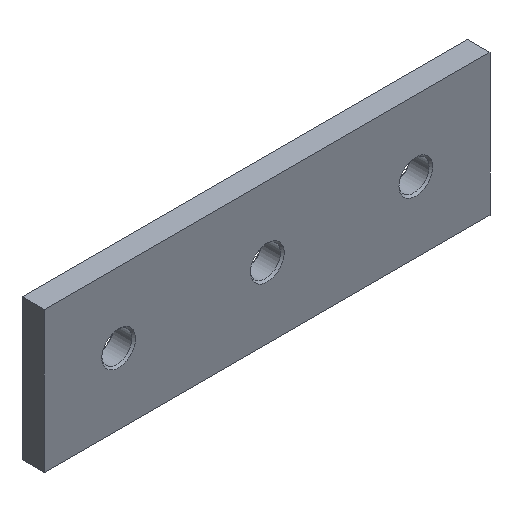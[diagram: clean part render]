
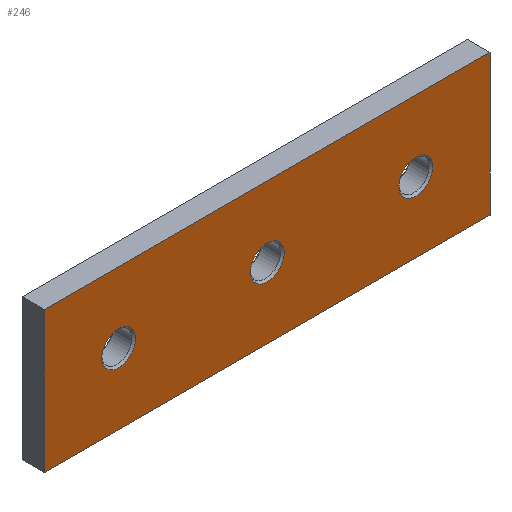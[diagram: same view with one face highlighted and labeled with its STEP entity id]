
A CAD part, isometric view. The second image highlights one B-rep face of the part: STEP entity #246.
In plain terms, the highlighted planar face has unit normal (0, -1, 0).
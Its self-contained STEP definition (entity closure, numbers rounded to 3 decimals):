
#18=FACE_BOUND('',#47,.T.);
#19=FACE_BOUND('',#48,.T.);
#20=FACE_BOUND('',#49,.T.);
#24=PLANE('',#277);
#31=FACE_OUTER_BOUND('',#46,.T.);
#46=EDGE_LOOP('',(#177,#178,#179,#180));
#47=EDGE_LOOP('',(#181));
#48=EDGE_LOOP('',(#182));
#49=EDGE_LOOP('',(#183));
#67=LINE('',#388,#88);
#68=LINE('',#390,#89);
#69=LINE('',#392,#90);
#70=LINE('',#393,#91);
#88=VECTOR('',#312,10.);
#89=VECTOR('',#313,10.);
#90=VECTOR('',#314,10.);
#91=VECTOR('',#315,10.);
#109=CIRCLE('',#276,4.55);
#110=CIRCLE('',#278,4.55);
#111=CIRCLE('',#279,4.55);
#121=VERTEX_POINT('',#382);
#122=VERTEX_POINT('',#386);
#123=VERTEX_POINT('',#387);
#124=VERTEX_POINT('',#389);
#125=VERTEX_POINT('',#391);
#126=VERTEX_POINT('',#394);
#127=VERTEX_POINT('',#396);
#142=EDGE_CURVE('',#121,#121,#109,.T.);
#143=EDGE_CURVE('',#122,#123,#67,.T.);
#144=EDGE_CURVE('',#123,#124,#68,.T.);
#145=EDGE_CURVE('',#124,#125,#69,.T.);
#146=EDGE_CURVE('',#125,#122,#70,.T.);
#147=EDGE_CURVE('',#126,#126,#110,.T.);
#148=EDGE_CURVE('',#127,#127,#111,.T.);
#177=ORIENTED_EDGE('',*,*,#143,.T.);
#178=ORIENTED_EDGE('',*,*,#144,.T.);
#179=ORIENTED_EDGE('',*,*,#145,.T.);
#180=ORIENTED_EDGE('',*,*,#146,.T.);
#181=ORIENTED_EDGE('',*,*,#147,.F.);
#182=ORIENTED_EDGE('',*,*,#148,.F.);
#183=ORIENTED_EDGE('',*,*,#142,.F.);
#246=ADVANCED_FACE('',(#31,#18,#19,#20),#24,.F.);
#276=AXIS2_PLACEMENT_3D('',#384,#308,#309);
#277=AXIS2_PLACEMENT_3D('',#385,#310,#311);
#278=AXIS2_PLACEMENT_3D('',#395,#316,#317);
#279=AXIS2_PLACEMENT_3D('',#397,#318,#319);
#308=DIRECTION('center_axis',(0.,-1.,0.));
#309=DIRECTION('ref_axis',(1.,0.,0.));
#310=DIRECTION('center_axis',(0.,1.,0.));
#311=DIRECTION('ref_axis',(1.,0.,0.));
#312=DIRECTION('',(1.,0.,0.));
#313=DIRECTION('',(0.,0.,1.));
#314=DIRECTION('',(-1.,0.,0.));
#315=DIRECTION('',(0.,0.,-1.));
#316=DIRECTION('center_axis',(0.,-1.,0.));
#317=DIRECTION('ref_axis',(1.,0.,0.));
#318=DIRECTION('center_axis',(0.,-1.,0.));
#319=DIRECTION('ref_axis',(1.,0.,0.));
#382=CARTESIAN_POINT('',(-105.861,0.,-17.172));
#384=CARTESIAN_POINT('Origin',(-101.311,0.,-17.172));
#385=CARTESIAN_POINT('Origin',(-61.349,0.,-17.172));
#386=CARTESIAN_POINT('',(-121.349,0.,-36.172));
#387=CARTESIAN_POINT('',(-1.349,0.,-36.172));
#388=CARTESIAN_POINT('',(-121.349,0.,-36.172));
#389=CARTESIAN_POINT('',(-1.349,0.,1.828));
#390=CARTESIAN_POINT('',(-1.349,0.,-36.172));
#391=CARTESIAN_POINT('',(-121.349,0.,1.828));
#392=CARTESIAN_POINT('',(-1.349,0.,1.828));
#393=CARTESIAN_POINT('',(-121.349,0.,1.828));
#394=CARTESIAN_POINT('',(-65.861,0.,-17.172));
#395=CARTESIAN_POINT('Origin',(-61.311,0.,-17.172));
#396=CARTESIAN_POINT('',(-25.861,0.,-17.172));
#397=CARTESIAN_POINT('Origin',(-21.311,0.,-17.172));
